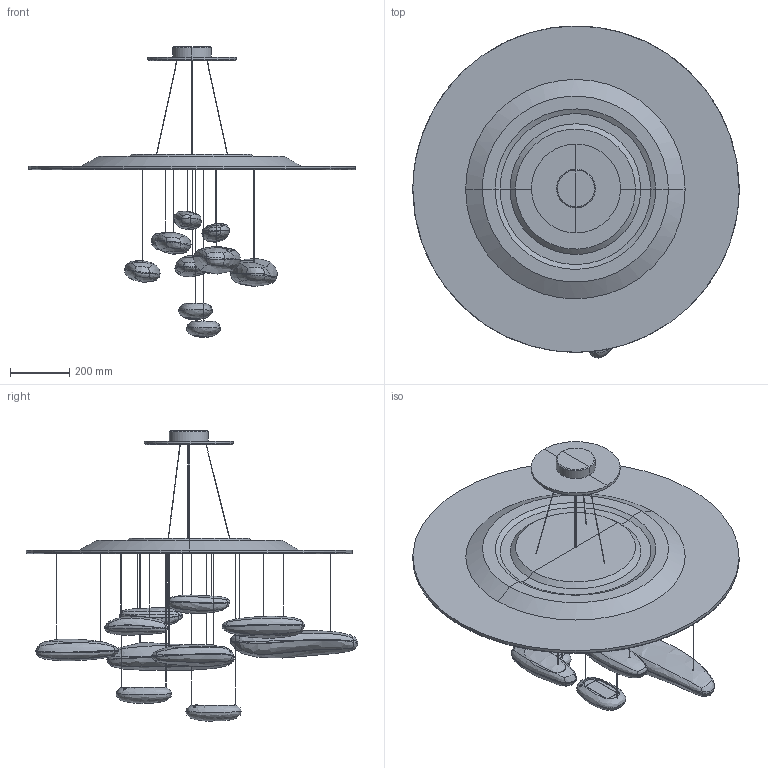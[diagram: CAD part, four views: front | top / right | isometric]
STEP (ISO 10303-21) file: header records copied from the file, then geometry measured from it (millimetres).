
FILE_DESCRIPTION(/* description */ (''),/* implementation_level */ '2;1');
FILE_NAME(/* name */ 'Mercury_Sospensione_Led_3D',/* time_stamp */ '2012-01-27T12:27:01+01:00',/* author */ (''),/* organization */ (''),/* preprocessor_version */ 'ST-DEVELOPER v10',/* originating_system */ '',/* authorisation */ '');
FILE_SCHEMA (('CONFIG_CONTROL_DESIGN'));
Length unit declared in the file: centimetre
Products named in the file (1): 1
Bounding box: 1100 x 1118.64 x 980.18 mm (x, y, z)
Volume: 12854345.2 mm3; surface area: 3365465.7 mm2
Topology: 4 solids, 39 shells, 368 faces, 1035 edges, 690 vertices
Faces by surface type: bspline 246, plane 122
Entity records: 38684 total; most frequent: CARTESIAN_POINT 32325, ORIENTED_EDGE 1807, EDGE_CURVE 1030, B_SPLINE_CURVE_WITH_KNOTS 941, VERTEX_POINT 688, EDGE_LOOP 391, ADVANCED_FACE 368, FACE_OUTER_BOUND 368
